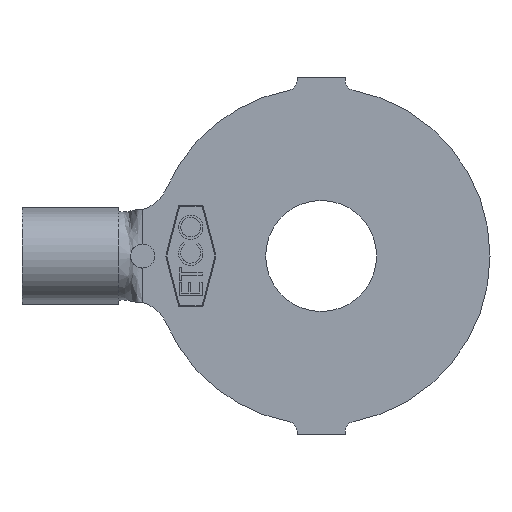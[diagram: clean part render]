
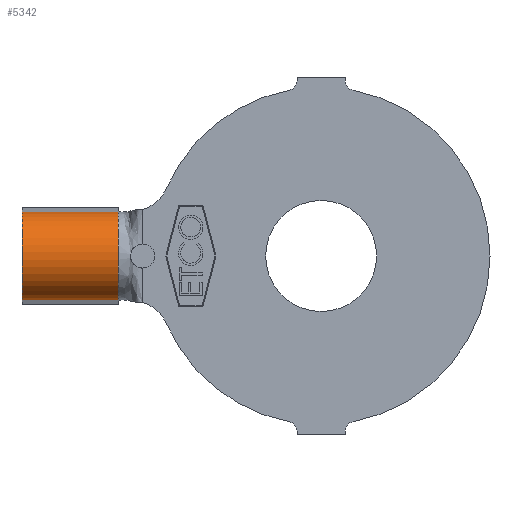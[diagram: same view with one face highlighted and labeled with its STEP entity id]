
A CAD part, front view. The second image highlights one B-rep face of the part: STEP entity #5342.
In plain terms, the highlighted cylindrical face has radius 1.168 mm (diameter 2.337 mm), a partial arc.
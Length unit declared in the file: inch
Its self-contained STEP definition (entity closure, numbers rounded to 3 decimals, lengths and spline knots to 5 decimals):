
#75 = VECTOR ( 'NONE', #2283, 39.37008 ) ;
#174 = ORIENTED_EDGE ( 'NONE', *, *, #2632, .F. ) ;
#486 = CARTESIAN_POINT ( 'NONE',  ( -0.31, 0.0391, 0.04548 ) ) ;
#522 = DIRECTION ( 'NONE',  ( 1., 0., 0. ) ) ;
#924 = LINE ( 'NONE', #1432, #4391 ) ;
#957 = CARTESIAN_POINT ( 'NONE',  ( -0.31, 0.0391, 0.04548 ) ) ;
#1097 = AXIS2_PLACEMENT_3D ( 'NONE', #3149, #522, #3575 ) ;
#1107 = AXIS2_PLACEMENT_3D ( 'NONE', #4661, #2109, #5079 ) ;
#1432 = CARTESIAN_POINT ( 'NONE',  ( -0.31, 0.0391, -0.04548 ) ) ;
#1593 = VERTEX_POINT ( 'NONE', #486 ) ;
#1633 = EDGE_CURVE ( 'NONE', #1593, #2253, #3241, .T. ) ;
#2000 = ORIENTED_EDGE ( 'NONE', *, *, #4779, .F. ) ;
#2109 = DIRECTION ( 'NONE',  ( 1., 0., 0. ) ) ;
#2253 = VERTEX_POINT ( 'NONE', #4049 ) ;
#2283 = DIRECTION ( 'NONE',  ( 1., 0., 0. ) ) ;
#2632 = EDGE_CURVE ( 'NONE', #1593, #3061, #3709, .T. ) ;
#2741 = CARTESIAN_POINT ( 'NONE',  ( -0.21, 0.0391, 0.04548 ) ) ;
#2978 = DIRECTION ( 'NONE',  ( 0., 0., -1. ) ) ;
#3052 = CYLINDRICAL_SURFACE ( 'NONE', #5058, 0.046 ) ;
#3061 = VERTEX_POINT ( 'NONE', #2741 ) ;
#3113 = VERTEX_POINT ( 'NONE', #4933 ) ;
#3149 = CARTESIAN_POINT ( 'NONE',  ( -0.31, 0.046, 0. ) ) ;
#3241 = CIRCLE ( 'NONE', #1097, 0.046 ) ;
#3575 = DIRECTION ( 'NONE',  ( 0., 0., -1. ) ) ;
#3709 = LINE ( 'NONE', #957, #75 ) ;
#3865 = EDGE_LOOP ( 'NONE', ( #2000, #174, #4004, #4915 ) ) ;
#4004 = ORIENTED_EDGE ( 'NONE', *, *, #1633, .T. ) ;
#4023 = DIRECTION ( 'NONE',  ( 1., 0., 0. ) ) ;
#4049 = CARTESIAN_POINT ( 'NONE',  ( -0.31, 0.0391, -0.04548 ) ) ;
#4391 = VECTOR ( 'NONE', #4023, 39.37008 ) ;
#4661 = CARTESIAN_POINT ( 'NONE',  ( -0.21, 0.046, 0. ) ) ;
#4779 = EDGE_CURVE ( 'NONE', #3061, #3113, #5310, .T. ) ;
#4915 = ORIENTED_EDGE ( 'NONE', *, *, #5003, .T. ) ;
#4933 = CARTESIAN_POINT ( 'NONE',  ( -0.21, 0.0391, -0.04548 ) ) ;
#5003 = EDGE_CURVE ( 'NONE', #2253, #3113, #924, .T. ) ;
#5040 = DIRECTION ( 'NONE',  ( 1., 0., 0. ) ) ;
#5058 = AXIS2_PLACEMENT_3D ( 'NONE', #5529, #5040, #2978 ) ;
#5079 = DIRECTION ( 'NONE',  ( 0., 0., -1. ) ) ;
#5301 = FACE_OUTER_BOUND ( 'NONE', #3865, .T. ) ;
#5310 = CIRCLE ( 'NONE', #1107, 0.046 ) ;
#5342 = ADVANCED_FACE ( 'NONE', ( #5301 ), #3052, .T. ) ;
#5529 = CARTESIAN_POINT ( 'NONE',  ( -0.31, 0.046, 0. ) ) ;
